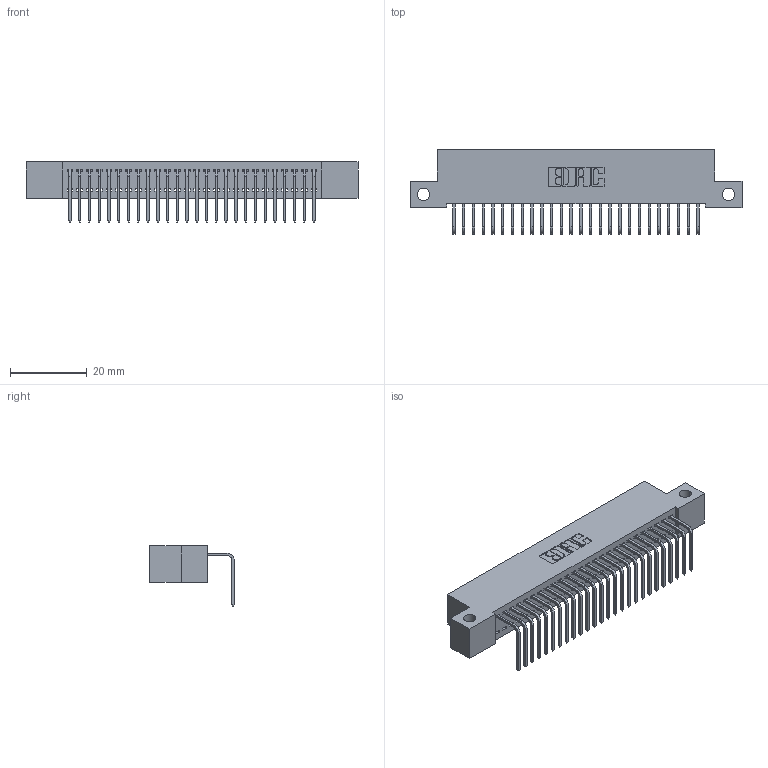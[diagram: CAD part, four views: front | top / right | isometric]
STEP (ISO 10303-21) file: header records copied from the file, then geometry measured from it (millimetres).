
FILE_DESCRIPTION (( 'STEP AP203' ), '1' );
FILE_NAME ('392-026-558-112.STEP', '2018-08-15T20:08:33', ( '' ), ( '' ), 'SwSTEP 2.0', 'SolidWorks 2016', '' );
FILE_SCHEMA (( 'CONFIG_CONTROL_DESIGN' ));
Length unit declared in the file: inch
Products named in the file (3): 392-026-558-112; 342 Part_Side Mount; 345-292-001_558 Tail - 2
Assembly tree (27 placements, depth 2):
  392-026-558-112
    342 Part_Side Mount
    345-292-001_558 Tail - 2  x26
Bounding box: 86.36 x 21.91 x 15.62 mm (x, y, z)
Volume: 7525.8 mm3; surface area: 11081.4 mm2
Topology: 27 solids, 27 shells, 1670 faces, 5031 edges, 3318 vertices
Faces by surface type: plane 1210, cylinder 460
Entity records: 17919 total; most frequent: CARTESIAN_POINT 3100, ORIENTED_EDGE 3062, DIRECTION 2647, EDGE_CURVE 1531, VECTOR 1403, LINE 1403, VERTEX_POINT 1018, AXIS2_PLACEMENT_3D 622
